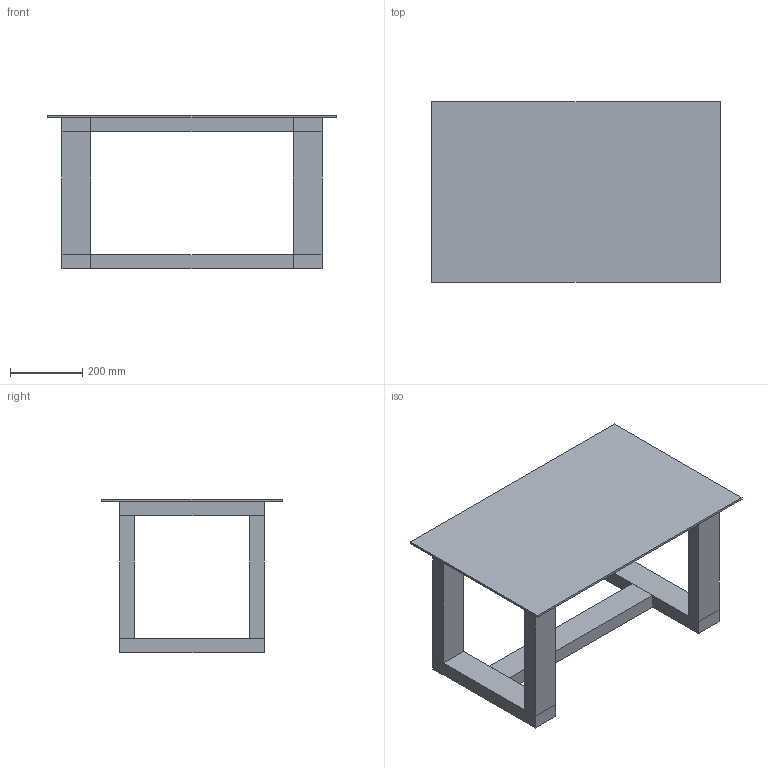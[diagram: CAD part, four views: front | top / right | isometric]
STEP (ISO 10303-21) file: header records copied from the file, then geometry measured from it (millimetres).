
FILE_DESCRIPTION(('FreeCAD Model'),'2;1');
FILE_NAME('Open CASCADE Shape Model','2023-10-12T13:04:39',(''),(''), 'Open CASCADE STEP processor 7.6','FreeCAD','Unknown');
FILE_SCHEMA(('AUTOMOTIVE_DESIGN { 1 0 10303 214 1 1 1 1 }'));
Length unit declared in the file: millimetre
Products named in the file (8): Coffee table; Izquierda; Madera_500; Madera_300; Abajo; Cuerpo; Cristal; Cuerpo001
Assembly tree (11 placements, depth 3):
  Coffee table
    Izquierda  x2
      Madera_500
      Madera_300
    Abajo  x2
      Cuerpo
    Cristal
      Cuerpo001
Bounding box: 800 x 500 x 426.1 mm (x, y, z)
Volume: 15456000 mm3; surface area: 1858800 mm2
Topology: 11 solids, 11 shells, 66 faces, 132 edges, 88 vertices
Faces by surface type: plane 66
Entity records: 820 total; most frequent: DIRECTION 120, CARTESIAN_POINT 116, ORIENTED_EDGE 96, EDGE_CURVE 48, LINE 48, VECTOR 48, AXIS2_PLACEMENT_3D 36, VERTEX_POINT 32
